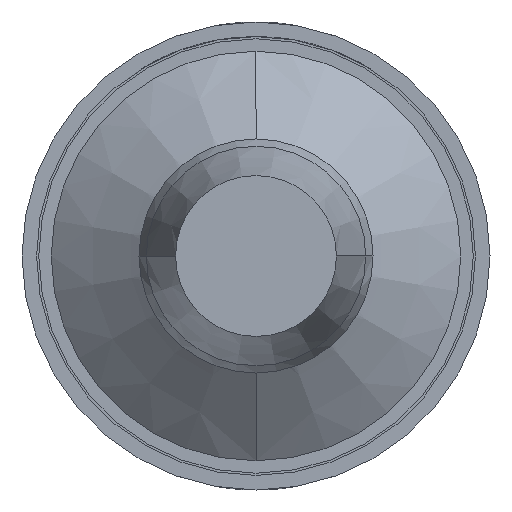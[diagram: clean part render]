
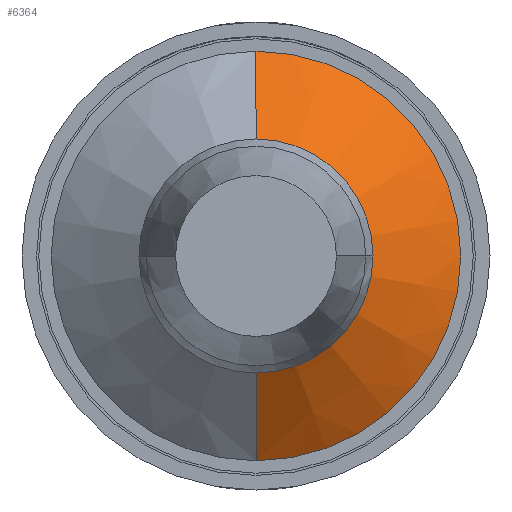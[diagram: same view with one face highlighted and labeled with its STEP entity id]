
A CAD part, front view. The second image highlights one B-rep face of the part: STEP entity #6364.
In plain terms, the highlighted conical face has half-angle 53.13 degrees and reference radius 0.6 mm.
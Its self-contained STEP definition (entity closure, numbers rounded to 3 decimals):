
#70 = DIRECTION ( 'NONE',  ( 0., 1., 0. ) ) ;
#71 = VERTEX_POINT ( 'NONE', #4740 ) ;
#73 = VERTEX_POINT ( 'NONE', #3181 ) ;
#113 = CARTESIAN_POINT ( 'NONE',  ( 0., -11.2, -0.6 ) ) ;
#576 = VERTEX_POINT ( 'NONE', #4103 ) ;
#643 = CARTESIAN_POINT ( 'NONE',  ( 0., -10.6, 0. ) ) ;
#672 = CARTESIAN_POINT ( 'NONE',  ( 0., -11.2, 0. ) ) ;
#730 = CARTESIAN_POINT ( 'NONE',  ( 0., -11.2, 0.6 ) ) ;
#768 = VECTOR ( 'NONE', #1145, 1000. ) ;
#852 = VECTOR ( 'NONE', #2932, 1000. ) ;
#1145 = DIRECTION ( 'NONE',  ( 0., 0.6, -0.8 ) ) ;
#1159 = DIRECTION ( 'NONE',  ( 0., 0., -1. ) ) ;
#1284 = ORIENTED_EDGE ( 'NONE', *, *, #2546, .F. ) ;
#1313 = EDGE_LOOP ( 'NONE', ( #2986, #5382, #1372, #1284 ) ) ;
#1372 = ORIENTED_EDGE ( 'NONE', *, *, #3567, .T. ) ;
#1696 = CARTESIAN_POINT ( 'NONE',  ( 0., -11.2, 0. ) ) ;
#1727 = AXIS2_PLACEMENT_3D ( 'NONE', #643, #4383, #2766 ) ;
#1763 = LINE ( 'NONE', #4892, #768 ) ;
#2010 = FACE_OUTER_BOUND ( 'NONE', #1313, .T. ) ;
#2046 = EDGE_CURVE ( 'Defeature ausgef�hrt1_37+Defeature ausgef�hrt1_36+Defeature ausgef�hrt1_36+Defeature ausgef�hrt1_36', #73, #6452, #5993, .T. ) ;
#2298 = DIRECTION ( 'NONE',  ( 0., 1., 0. ) ) ;
#2546 = EDGE_CURVE ( 'Defeature ausgef�hrt1_38+Defeature ausgef�hrt1_37+Defeature ausgef�hrt1_37+Defeature ausgef�hrt1_37', #576, #71, #5089, .T. ) ;
#2766 = DIRECTION ( 'NONE',  ( 0., 0., -1. ) ) ;
#2818 = DIRECTION ( 'NONE',  ( 0., 0., -1. ) ) ;
#2932 = DIRECTION ( 'NONE',  ( 0., 0.6, 0.8 ) ) ;
#2986 = ORIENTED_EDGE ( 'NONE', *, *, #5558, .F. ) ;
#3181 = CARTESIAN_POINT ( 'NONE',  ( 0., -11.2, 0.6 ) ) ;
#3567 = EDGE_CURVE ( 'NONE', #6452, #71, #1763, .T. ) ;
#4103 = CARTESIAN_POINT ( 'NONE',  ( 0., -10.6, 1.4 ) ) ;
#4345 = CONICAL_SURFACE ( 'NONE', #5233, 0.6, 0.927 ) ;
#4383 = DIRECTION ( 'NONE',  ( 0., 1., 0. ) ) ;
#4740 = CARTESIAN_POINT ( 'NONE',  ( 0., -10.6, -1.4 ) ) ;
#4892 = CARTESIAN_POINT ( 'NONE',  ( 0., -11.2, -0.6 ) ) ;
#5089 = CIRCLE ( 'NONE', #1727, 1.4 ) ;
#5233 = AXIS2_PLACEMENT_3D ( 'NONE', #1696, #70, #1159 ) ;
#5382 = ORIENTED_EDGE ( 'NONE', *, *, #2046, .T. ) ;
#5558 = EDGE_CURVE ( 'NONE', #73, #576, #6688, .T. ) ;
#5993 = CIRCLE ( 'NONE', #6272, 0.6 ) ;
#6272 = AXIS2_PLACEMENT_3D ( 'NONE', #672, #2298, #2818 ) ;
#6364 = ADVANCED_FACE ( 'Defeature ausgef�hrt1_37', ( #2010 ), #4345, .T. ) ;
#6452 = VERTEX_POINT ( 'NONE', #113 ) ;
#6688 = LINE ( 'NONE', #730, #852 ) ;
